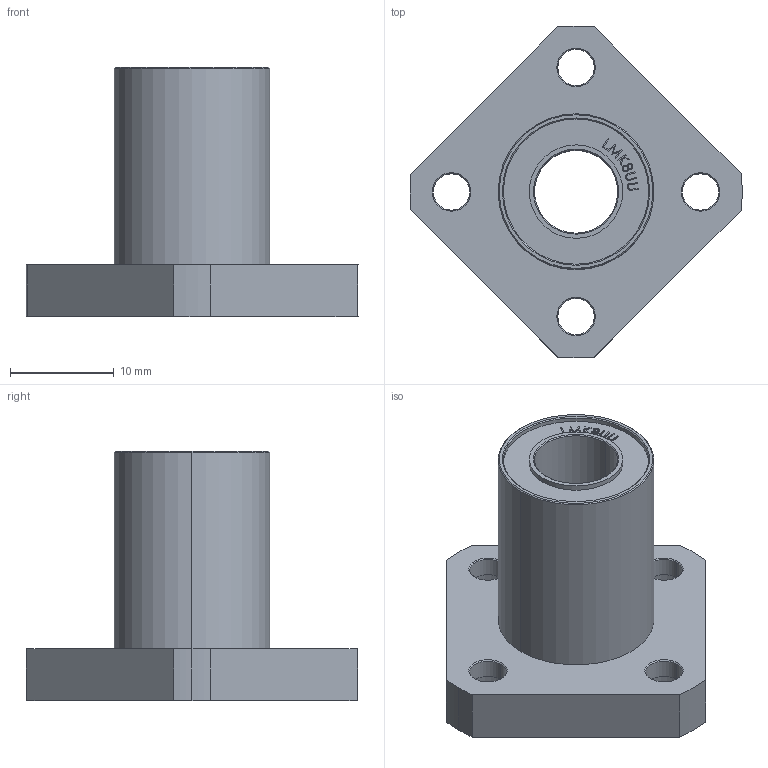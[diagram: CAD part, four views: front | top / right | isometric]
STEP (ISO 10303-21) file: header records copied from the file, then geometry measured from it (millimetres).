
FILE_DESCRIPTION (( 'STEP AP203' ), '1' );
FILE_NAME ('LMK8UU.STEP', '2021-02-18T16:11:28', ( '' ), ( '' ), 'SwSTEP 2.0', 'SolidWorks 2019', '' );
FILE_SCHEMA (( 'CONFIG_CONTROL_DESIGN' ));
Length unit declared in the file: millimetre
Products named in the file (1): LMK8UU
Bounding box: 31.99 x 31.98 x 24 mm (x, y, z)
Volume: 4702.7 mm3; surface area: 3398.8 mm2
Topology: 1 solids, 1 shells, 234 faces, 597 edges, 390 vertices
Faces by surface type: plane 115, bspline 62, cylinder 33, cone 24
Entity records: 10336 total; most frequent: CARTESIAN_POINT 4916, ORIENTED_EDGE 1194, DIRECTION 909, EDGE_CURVE 597, VERTEX_POINT 390, VECTOR 383, LINE 383, EDGE_LOOP 269
